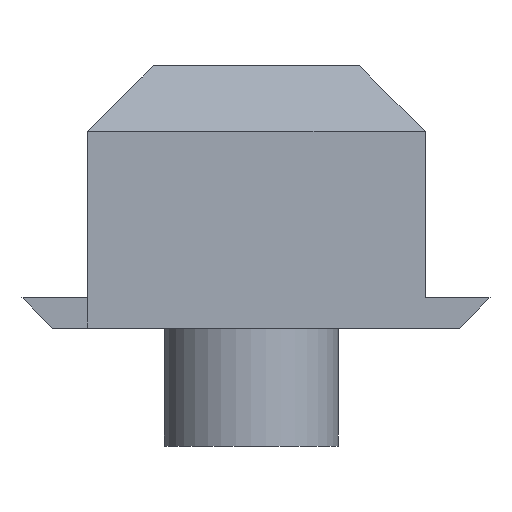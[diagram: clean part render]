
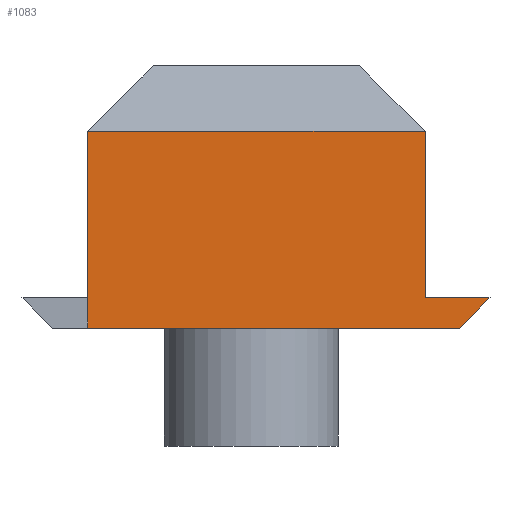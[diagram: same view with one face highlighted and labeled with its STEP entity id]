
A CAD part, front view. The second image highlights one B-rep face of the part: STEP entity #1083.
In plain terms, the highlighted planar face has unit normal (0, -1, 0).
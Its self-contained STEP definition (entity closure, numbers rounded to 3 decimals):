
#26=PLANE('',#1155);
#90=FACE_OUTER_BOUND('',#156,.T.);
#156=EDGE_LOOP('',(#786,#787,#788,#789,#790,#791,#792,#793));
#223=LINE('',#1528,#370);
#227=LINE('',#1535,#374);
#229=LINE('',#1540,#376);
#231=LINE('',#1544,#378);
#232=LINE('',#1546,#379);
#233=LINE('',#1548,#380);
#234=LINE('',#1550,#381);
#235=LINE('',#1551,#382);
#370=VECTOR('',#1235,10.);
#374=VECTOR('',#1241,10.);
#376=VECTOR('',#1245,10.);
#378=VECTOR('',#1249,10.);
#379=VECTOR('',#1250,10.);
#380=VECTOR('',#1251,10.);
#381=VECTOR('',#1252,10.);
#382=VECTOR('',#1253,10.);
#524=VERTEX_POINT('',#1525);
#525=VERTEX_POINT('',#1527);
#527=VERTEX_POINT('',#1533);
#528=VERTEX_POINT('',#1537);
#530=VERTEX_POINT('',#1543);
#531=VERTEX_POINT('',#1545);
#532=VERTEX_POINT('',#1547);
#533=VERTEX_POINT('',#1549);
#621=EDGE_CURVE('',#524,#525,#223,.T.);
#625=EDGE_CURVE('',#527,#524,#227,.T.);
#627=EDGE_CURVE('',#528,#527,#229,.T.);
#629=EDGE_CURVE('',#525,#530,#231,.T.);
#630=EDGE_CURVE('',#528,#531,#232,.T.);
#631=EDGE_CURVE('',#532,#531,#233,.T.);
#632=EDGE_CURVE('',#533,#532,#234,.T.);
#633=EDGE_CURVE('',#530,#533,#235,.T.);
#786=ORIENTED_EDGE('',*,*,#629,.F.);
#787=ORIENTED_EDGE('',*,*,#621,.F.);
#788=ORIENTED_EDGE('',*,*,#625,.F.);
#789=ORIENTED_EDGE('',*,*,#627,.F.);
#790=ORIENTED_EDGE('',*,*,#630,.T.);
#791=ORIENTED_EDGE('',*,*,#631,.F.);
#792=ORIENTED_EDGE('',*,*,#632,.F.);
#793=ORIENTED_EDGE('',*,*,#633,.F.);
#1083=ADVANCED_FACE('',(#90),#26,.T.);
#1155=AXIS2_PLACEMENT_3D('',#1542,#1247,#1248);
#1235=DIRECTION('',(-0.707,0.,-0.707));
#1241=DIRECTION('',(0.,0.,-1.));
#1245=DIRECTION('',(1.,0.,0.));
#1247=DIRECTION('center_axis',(0.,-1.,0.));
#1248=DIRECTION('ref_axis',(1.,0.,0.));
#1249=DIRECTION('',(-1.,0.,0.));
#1250=DIRECTION('',(0.,0.,1.));
#1251=DIRECTION('',(1.,0.,0.));
#1252=DIRECTION('',(0.,0.,1.));
#1253=DIRECTION('',(0.,0.,1.));
#1525=CARTESIAN_POINT('',(9.636,10.332,8.798));
#1527=CARTESIAN_POINT('',(9.176,10.332,8.338));
#1528=CARTESIAN_POINT('',(9.339,10.332,8.501));
#1533=CARTESIAN_POINT('',(9.636,10.332,8.8));
#1535=CARTESIAN_POINT('',(9.636,10.332,8.8));
#1537=CARTESIAN_POINT('',(8.648,10.332,8.8));
#1540=CARTESIAN_POINT('',(8.64,10.332,8.8));
#1542=CARTESIAN_POINT('Origin',(3.496,10.332,11.338));
#1543=CARTESIAN_POINT('',(3.496,10.332,8.338));
#1544=CARTESIAN_POINT('',(8.648,10.332,8.338));
#1545=CARTESIAN_POINT('',(8.648,10.332,11.338));
#1546=CARTESIAN_POINT('',(8.648,10.332,11.338));
#1547=CARTESIAN_POINT('',(3.496,10.332,11.338));
#1548=CARTESIAN_POINT('',(4.784,10.332,11.338));
#1549=CARTESIAN_POINT('',(3.496,10.332,8.804));
#1550=CARTESIAN_POINT('',(3.496,10.332,11.338));
#1551=CARTESIAN_POINT('',(3.496,10.332,11.338));
